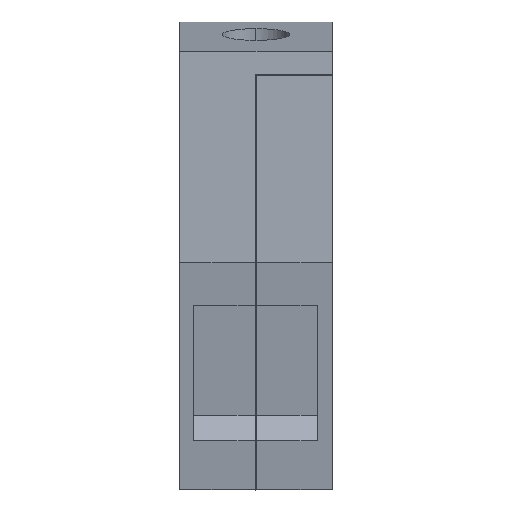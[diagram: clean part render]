
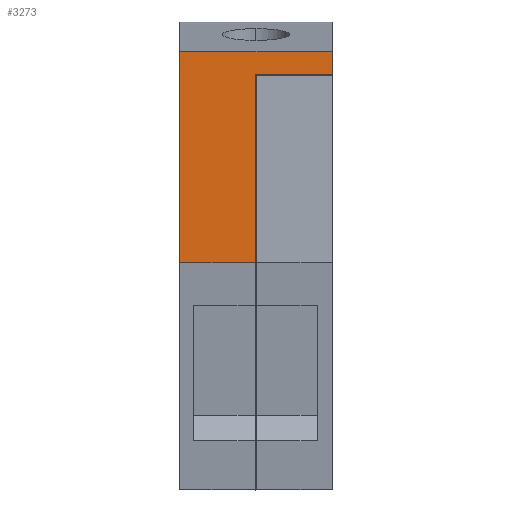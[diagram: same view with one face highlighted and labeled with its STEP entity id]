
A CAD part, top view. The second image highlights one B-rep face of the part: STEP entity #3273.
In plain terms, the highlighted planar face has unit normal (0, 0, 1).
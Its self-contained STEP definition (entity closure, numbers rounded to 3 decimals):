
#806=AXIS2_PLACEMENT_3D('Plane Axis2P3D',#803,#804,#805) ;
#803=CARTESIAN_POINT('Axis2P3D Location',(10.1,15.025,42.5)) ;
#2256=CARTESIAN_POINT('Vertex',(10.1,27.525,42.5)) ;
#2259=CARTESIAN_POINT('Line Origine',(7.55,27.525,42.5)) ;
#2263=CARTESIAN_POINT('Vertex',(5.,27.525,42.5)) ;
#2419=CARTESIAN_POINT('Line Origine',(5.,21.275,42.5)) ;
#2423=CARTESIAN_POINT('Vertex',(5.,15.025,42.5)) ;
#3225=CARTESIAN_POINT('Vertex',(10.1,29.025,42.5)) ;
#3228=CARTESIAN_POINT('Line Origine',(10.1,28.275,42.5)) ;
#3246=CARTESIAN_POINT('Line Origine',(5.05,29.025,42.5)) ;
#3250=CARTESIAN_POINT('Vertex',(0.,29.025,42.5)) ;
#3253=CARTESIAN_POINT('Line Origine',(0.,22.025,42.5)) ;
#3257=CARTESIAN_POINT('Vertex',(0.,15.025,42.5)) ;
#3260=CARTESIAN_POINT('Line Origine',(2.5,15.025,42.5)) ;
#804=DIRECTION('Axis2P3D Direction',(0.,0.,1.)) ;
#805=DIRECTION('Axis2P3D XDirection',(0.,1.,0.)) ;
#2260=DIRECTION('Vector Direction',(1.,0.,0.)) ;
#2420=DIRECTION('Vector Direction',(0.,-1.,0.)) ;
#3229=DIRECTION('Vector Direction',(0.,1.,0.)) ;
#3247=DIRECTION('Vector Direction',(-1.,0.,0.)) ;
#3254=DIRECTION('Vector Direction',(0.,1.,0.)) ;
#3261=DIRECTION('Vector Direction',(-1.,0.,0.)) ;
#2261=VECTOR('Line Direction',#2260,1.) ;
#2421=VECTOR('Line Direction',#2420,1.) ;
#3230=VECTOR('Line Direction',#3229,1.) ;
#3248=VECTOR('Line Direction',#3247,1.) ;
#3255=VECTOR('Line Direction',#3254,1.) ;
#3262=VECTOR('Line Direction',#3261,1.) ;
#3266=ORIENTED_EDGE('',*,*,#3232,.F.) ;
#3267=ORIENTED_EDGE('',*,*,#3252,.T.) ;
#3268=ORIENTED_EDGE('',*,*,#3259,.F.) ;
#3269=ORIENTED_EDGE('',*,*,#3264,.F.) ;
#3270=ORIENTED_EDGE('',*,*,#2425,.F.) ;
#3271=ORIENTED_EDGE('',*,*,#2265,.T.) ;
#3273=ADVANCED_FACE('PRIMARY',(#3272),#807,.T.) ;
#2265=EDGE_CURVE('',#2264,#2257,#2262,.T.) ;
#2425=EDGE_CURVE('',#2264,#2424,#2422,.T.) ;
#3232=EDGE_CURVE('',#3226,#2257,#3231,.F.) ;
#3252=EDGE_CURVE('',#3226,#3251,#3249,.T.) ;
#3259=EDGE_CURVE('',#3258,#3251,#3256,.T.) ;
#3264=EDGE_CURVE('',#2424,#3258,#3263,.T.) ;
#3265=EDGE_LOOP('',(#3266,#3267,#3268,#3269,#3270,#3271)) ;
#3272=FACE_OUTER_BOUND('',#3265,.T.) ;
#2262=LINE('Line',#2259,#2261) ;
#2422=LINE('Line',#2419,#2421) ;
#3231=LINE('Line',#3228,#3230) ;
#3249=LINE('Line',#3246,#3248) ;
#3256=LINE('Line',#3253,#3255) ;
#3263=LINE('Line',#3260,#3262) ;
#807=PLANE('',#806) ;
#2257=VERTEX_POINT('',#2256) ;
#2264=VERTEX_POINT('',#2263) ;
#2424=VERTEX_POINT('',#2423) ;
#3226=VERTEX_POINT('',#3225) ;
#3251=VERTEX_POINT('',#3250) ;
#3258=VERTEX_POINT('',#3257) ;
